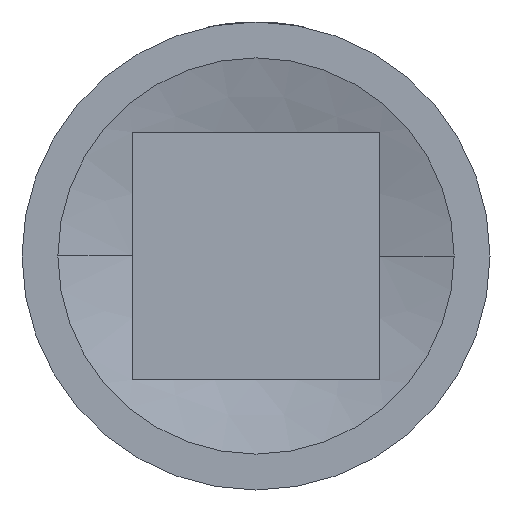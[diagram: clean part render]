
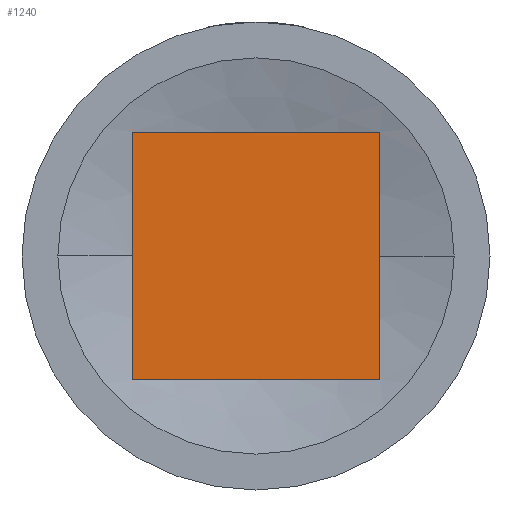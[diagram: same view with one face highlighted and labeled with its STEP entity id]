
A CAD part, front view. The second image highlights one B-rep face of the part: STEP entity #1240.
In plain terms, the highlighted planar face has unit normal (0, -1, 0).
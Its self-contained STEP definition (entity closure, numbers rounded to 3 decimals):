
#11 = EDGE_CURVE ( 'NONE', #907, #865, #1528, .T. ) ;
#66 = CARTESIAN_POINT ( 'NONE',  ( -6.35, 18., 6.35 ) ) ;
#67 = EDGE_CURVE ( 'NONE', #569, #907, #501, .T. ) ;
#96 = EDGE_LOOP ( 'NONE', ( #781, #1490, #422, #1591 ) ) ;
#102 = DIRECTION ( 'NONE',  ( 1., 0., 0. ) ) ;
#128 = EDGE_CURVE ( 'NONE', #882, #569, #1231, .T. ) ;
#227 = CARTESIAN_POINT ( 'NONE',  ( -6.35, 18., -6.35 ) ) ;
#295 = CARTESIAN_POINT ( 'NONE',  ( -6.35, 18., -6.35 ) ) ;
#365 = VECTOR ( 'NONE', #908, 1000. ) ;
#380 = FACE_OUTER_BOUND ( 'NONE', #96, .T. ) ;
#386 = CARTESIAN_POINT ( 'NONE',  ( 6.35, 18., 6.35 ) ) ;
#400 = CARTESIAN_POINT ( 'NONE',  ( 6.35, 18., -6.35 ) ) ;
#422 = ORIENTED_EDGE ( 'NONE', *, *, #1186, .T. ) ;
#485 = CARTESIAN_POINT ( 'NONE',  ( -6.35, 18., 6.35 ) ) ;
#501 = LINE ( 'NONE', #227, #1495 ) ;
#507 = PLANE ( 'NONE',  #1262 ) ;
#534 = DIRECTION ( 'NONE',  ( -1., 0., 0. ) ) ;
#569 = VERTEX_POINT ( 'NONE', #295 ) ;
#655 = DIRECTION ( 'NONE',  ( 0., -1., 0. ) ) ;
#741 = VECTOR ( 'NONE', #1223, 1000. ) ;
#781 = ORIENTED_EDGE ( 'NONE', *, *, #67, .T. ) ;
#865 = VERTEX_POINT ( 'NONE', #1197 ) ;
#882 = VERTEX_POINT ( 'NONE', #66 ) ;
#900 = CARTESIAN_POINT ( 'NONE',  ( 0., 18., 0. ) ) ;
#907 = VERTEX_POINT ( 'NONE', #1104 ) ;
#908 = DIRECTION ( 'NONE',  ( 0., 0., 1. ) ) ;
#1104 = CARTESIAN_POINT ( 'NONE',  ( 6.35, 18., -6.35 ) ) ;
#1151 = DIRECTION ( 'NONE',  ( 0., 0., -1. ) ) ;
#1186 = EDGE_CURVE ( 'NONE', #865, #882, #1514, .T. ) ;
#1197 = CARTESIAN_POINT ( 'NONE',  ( 6.35, 18., 6.35 ) ) ;
#1223 = DIRECTION ( 'NONE',  ( 0., 0., -1. ) ) ;
#1231 = LINE ( 'NONE', #485, #741 ) ;
#1240 = ADVANCED_FACE ( 'NONE', ( #380 ), #507, .T. ) ;
#1262 = AXIS2_PLACEMENT_3D ( 'NONE', #900, #655, #1151 ) ;
#1490 = ORIENTED_EDGE ( 'NONE', *, *, #11, .T. ) ;
#1495 = VECTOR ( 'NONE', #102, 1000. ) ;
#1514 = LINE ( 'NONE', #386, #1609 ) ;
#1528 = LINE ( 'NONE', #400, #365 ) ;
#1591 = ORIENTED_EDGE ( 'NONE', *, *, #128, .T. ) ;
#1609 = VECTOR ( 'NONE', #534, 1000. ) ;
